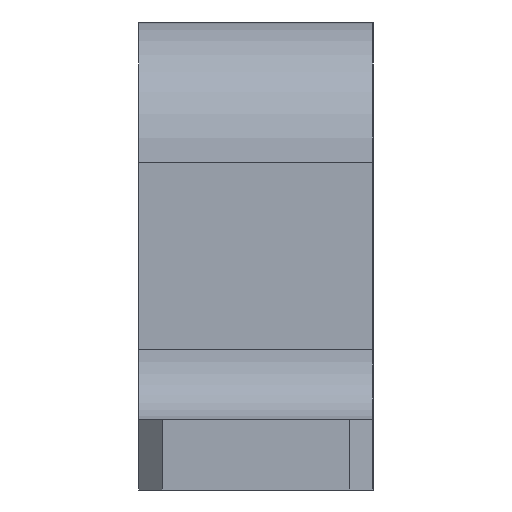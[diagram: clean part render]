
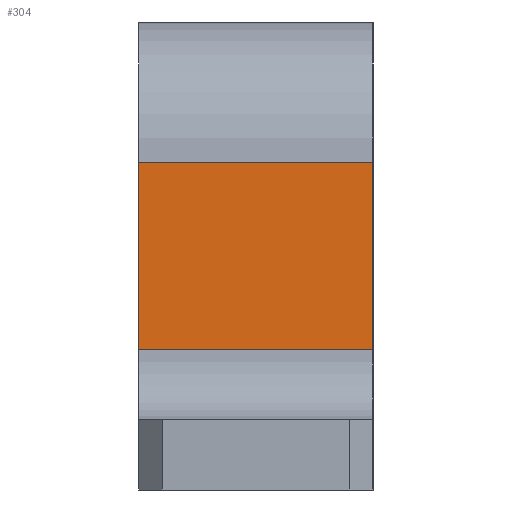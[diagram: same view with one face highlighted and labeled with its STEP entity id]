
A CAD part, left-side view. The second image highlights one B-rep face of the part: STEP entity #304.
In plain terms, the highlighted planar face has unit normal (-1, 0, 0).
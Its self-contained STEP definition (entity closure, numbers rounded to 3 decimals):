
#277=AXIS2_PLACEMENT_3D('Plane Axis2P3D',#274,#275,#276) ;
#239=CARTESIAN_POINT('Line Origine',(15.,5.,6.)) ;
#243=CARTESIAN_POINT('Vertex',(15.,10.,6.)) ;
#245=CARTESIAN_POINT('Vertex',(15.,0.,6.)) ;
#274=CARTESIAN_POINT('Axis2P3D Location',(15.,10.,6.)) ;
#279=CARTESIAN_POINT('Line Origine',(15.,5.,14.)) ;
#283=CARTESIAN_POINT('Vertex',(15.,10.,14.)) ;
#285=CARTESIAN_POINT('Vertex',(15.,0.,14.)) ;
#288=CARTESIAN_POINT('Line Origine',(15.,10.,10.)) ;
#293=CARTESIAN_POINT('Line Origine',(15.,0.,10.)) ;
#240=DIRECTION('Vector Direction',(0.,-1.,0.)) ;
#275=DIRECTION('Axis2P3D Direction',(1.,0.,-0.)) ;
#276=DIRECTION('Axis2P3D XDirection',(0.,0.,1.)) ;
#280=DIRECTION('Vector Direction',(0.,-1.,0.)) ;
#289=DIRECTION('Vector Direction',(0.,0.,1.)) ;
#294=DIRECTION('Vector Direction',(0.,0.,1.)) ;
#241=VECTOR('Line Direction',#240,1.) ;
#281=VECTOR('Line Direction',#280,1.) ;
#290=VECTOR('Line Direction',#289,1.) ;
#295=VECTOR('Line Direction',#294,1.) ;
#299=ORIENTED_EDGE('',*,*,#287,.F.) ;
#300=ORIENTED_EDGE('',*,*,#292,.T.) ;
#301=ORIENTED_EDGE('',*,*,#247,.T.) ;
#302=ORIENTED_EDGE('',*,*,#297,.F.) ;
#304=ADVANCED_FACE('Koerper.2',(#303),#278,.F.) ;
#247=EDGE_CURVE('',#244,#246,#242,.T.) ;
#287=EDGE_CURVE('',#284,#286,#282,.T.) ;
#292=EDGE_CURVE('',#284,#244,#291,.F.) ;
#297=EDGE_CURVE('',#286,#246,#296,.F.) ;
#298=EDGE_LOOP('',(#299,#300,#301,#302)) ;
#303=FACE_OUTER_BOUND('',#298,.T.) ;
#242=LINE('Line',#239,#241) ;
#282=LINE('Line',#279,#281) ;
#291=LINE('Line',#288,#290) ;
#296=LINE('Line',#293,#295) ;
#278=PLANE('',#277) ;
#244=VERTEX_POINT('',#243) ;
#246=VERTEX_POINT('',#245) ;
#284=VERTEX_POINT('',#283) ;
#286=VERTEX_POINT('',#285) ;
